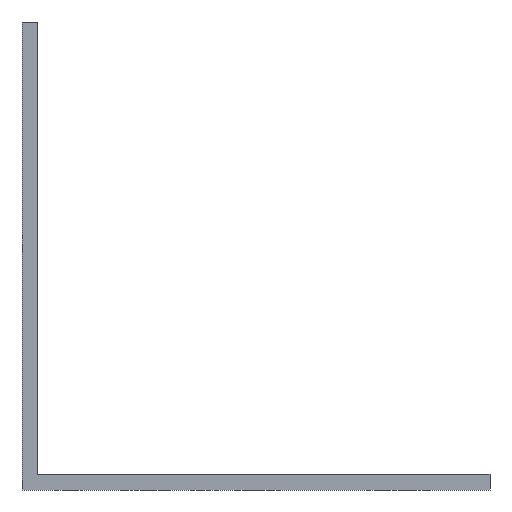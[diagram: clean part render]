
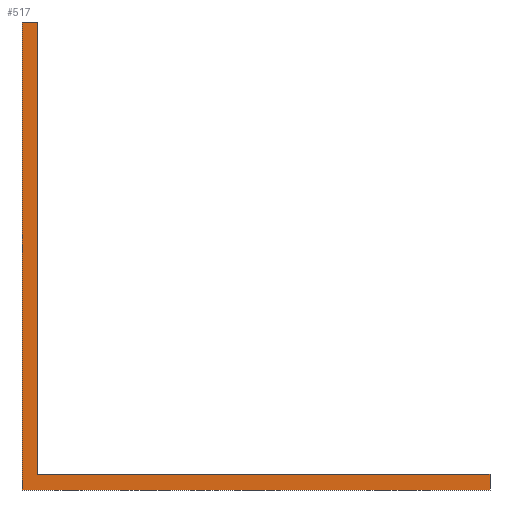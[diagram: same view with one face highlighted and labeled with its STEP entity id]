
A CAD part, front view. The second image highlights one B-rep face of the part: STEP entity #517.
In plain terms, the highlighted planar face has unit normal (0, -1, 0).
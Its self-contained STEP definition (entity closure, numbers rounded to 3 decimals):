
#11 = CARTESIAN_POINT ( 'NONE',  ( 60., 0., 2. ) ) ;
#53 = EDGE_CURVE ( 'NONE', #62, #1104, #901, .T. ) ;
#62 = VERTEX_POINT ( 'NONE', #162 ) ;
#76 = ORIENTED_EDGE ( 'NONE', *, *, #799, .T. ) ;
#97 = FACE_OUTER_BOUND ( 'NONE', #414, .T. ) ;
#119 = VERTEX_POINT ( 'NONE', #1558 ) ;
#127 = EDGE_CURVE ( 'NONE', #1177, #62, #596, .T. ) ;
#133 = CARTESIAN_POINT ( 'NONE',  ( 60., 0., 0. ) ) ;
#162 = CARTESIAN_POINT ( 'NONE',  ( 2., 0., 2. ) ) ;
#204 = VERTEX_POINT ( 'NONE', #206 ) ;
#206 = CARTESIAN_POINT ( 'NONE',  ( 0., 0., 60. ) ) ;
#208 = DIRECTION ( 'NONE',  ( -1., 0., 0. ) ) ;
#221 = AXIS2_PLACEMENT_3D ( 'NONE', #1070, #1330, #485 ) ;
#245 = LINE ( 'NONE', #133, #1371 ) ;
#276 = VECTOR ( 'NONE', #208, 1000. ) ;
#278 = DIRECTION ( 'NONE',  ( 1., 0., 0. ) ) ;
#289 = CARTESIAN_POINT ( 'NONE',  ( 0., 0., 2. ) ) ;
#302 = DIRECTION ( 'NONE',  ( 1., 0., 0. ) ) ;
#320 = CARTESIAN_POINT ( 'NONE',  ( 2., 0., 0. ) ) ;
#375 = ORIENTED_EDGE ( 'NONE', *, *, #53, .F. ) ;
#378 = VECTOR ( 'NONE', #302, 1000. ) ;
#401 = VECTOR ( 'NONE', #1308, 1000. ) ;
#411 = LINE ( 'NONE', #1382, #378 ) ;
#414 = EDGE_LOOP ( 'NONE', ( #375, #453, #486, #672, #76, #1390 ) ) ;
#423 = DIRECTION ( 'NONE',  ( 0., 0., -1. ) ) ;
#448 = CARTESIAN_POINT ( 'NONE',  ( 2., 0., 60. ) ) ;
#453 = ORIENTED_EDGE ( 'NONE', *, *, #127, .F. ) ;
#458 = CARTESIAN_POINT ( 'NONE',  ( 60., 0., 0. ) ) ;
#473 = VECTOR ( 'NONE', #278, 1000. ) ;
#474 = PLANE ( 'NONE',  #221 ) ;
#485 = DIRECTION ( 'NONE',  ( -1., 0., 0. ) ) ;
#486 = ORIENTED_EDGE ( 'NONE', *, *, #934, .T. ) ;
#497 = DIRECTION ( 'NONE',  ( 0., 0., 1. ) ) ;
#517 = ADVANCED_FACE ( 'NONE', ( #97 ), #474, .T. ) ;
#596 = LINE ( 'NONE', #320, #401 ) ;
#598 = LINE ( 'NONE', #448, #276 ) ;
#635 = CARTESIAN_POINT ( 'NONE',  ( 2., 0., 60. ) ) ;
#672 = ORIENTED_EDGE ( 'NONE', *, *, #1251, .T. ) ;
#799 = EDGE_CURVE ( 'NONE', #119, #1059, #411, .T. ) ;
#901 = LINE ( 'NONE', #289, #473 ) ;
#902 = LINE ( 'NONE', #1380, #1025 ) ;
#934 = EDGE_CURVE ( 'NONE', #1177, #204, #598, .T. ) ;
#1025 = VECTOR ( 'NONE', #423, 1000. ) ;
#1059 = VERTEX_POINT ( 'NONE', #458 ) ;
#1070 = CARTESIAN_POINT ( 'NONE',  ( 0., 0., 0. ) ) ;
#1091 = EDGE_CURVE ( 'NONE', #1059, #1104, #245, .T. ) ;
#1104 = VERTEX_POINT ( 'NONE', #11 ) ;
#1177 = VERTEX_POINT ( 'NONE', #635 ) ;
#1251 = EDGE_CURVE ( 'NONE', #204, #119, #902, .T. ) ;
#1308 = DIRECTION ( 'NONE',  ( 0., 0., -1. ) ) ;
#1330 = DIRECTION ( 'NONE',  ( 0., -1., 0. ) ) ;
#1371 = VECTOR ( 'NONE', #497, 1000. ) ;
#1380 = CARTESIAN_POINT ( 'NONE',  ( 0., 0., 0. ) ) ;
#1382 = CARTESIAN_POINT ( 'NONE',  ( 0., 0., 0. ) ) ;
#1390 = ORIENTED_EDGE ( 'NONE', *, *, #1091, .T. ) ;
#1558 = CARTESIAN_POINT ( 'NONE',  ( 0., 0., 0. ) ) ;
